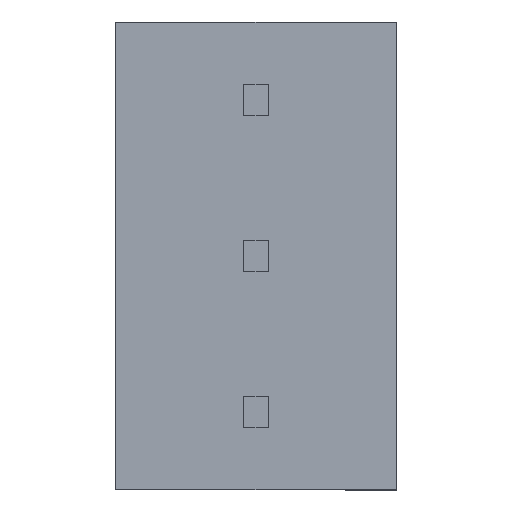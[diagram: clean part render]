
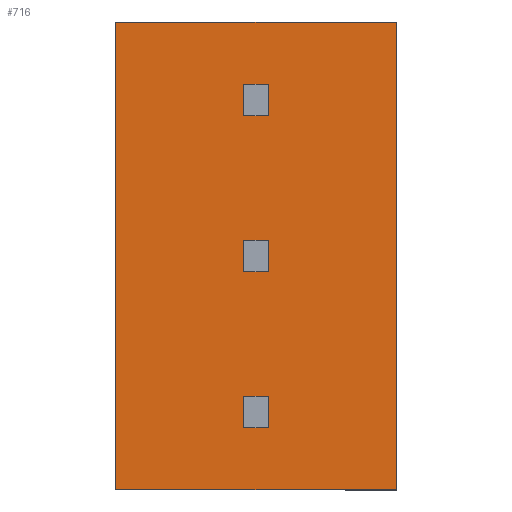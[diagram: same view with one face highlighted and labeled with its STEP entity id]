
A CAD part, front view. The second image highlights one B-rep face of the part: STEP entity #716.
In plain terms, the highlighted planar face has unit normal (0, -1, 0).
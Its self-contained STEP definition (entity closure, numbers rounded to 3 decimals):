
#4 = EDGE_CURVE ( 'NONE', #2621, #2367, #472, .T. ) ;
#114 = FACE_OUTER_BOUND ( 'NONE', #1067, .T. ) ;
#133 = VERTEX_POINT ( 'NONE', #2376 ) ;
#143 = EDGE_CURVE ( 'NONE', #1011, #608, #3074, .T. ) ;
#162 = ORIENTED_EDGE ( 'NONE', *, *, #1301, .F. ) ;
#166 = VECTOR ( 'NONE', #1892, 1000. ) ;
#171 = DIRECTION ( 'NONE',  ( -1., 0., 0. ) ) ;
#174 = CARTESIAN_POINT ( 'NONE',  ( 4.9, 0., 0. ) ) ;
#176 = VECTOR ( 'NONE', #619, 1000. ) ;
#187 = CARTESIAN_POINT ( 'NONE',  ( 4.9, 0., 0. ) ) ;
#195 = EDGE_LOOP ( 'NONE', ( #162, #778, #986, #2084 ) ) ;
#248 = DIRECTION ( 'NONE',  ( 0., 0., 1. ) ) ;
#258 = EDGE_CURVE ( 'NONE', #453, #2621, #2707, .T. ) ;
#261 = DIRECTION ( 'NONE',  ( -1., 0., 0. ) ) ;
#299 = EDGE_CURVE ( 'NONE', #3083, #133, #1998, .T. ) ;
#358 = VERTEX_POINT ( 'NONE', #2743 ) ;
#377 = DIRECTION ( 'NONE',  ( 0., 0., -1. ) ) ;
#388 = CARTESIAN_POINT ( 'NONE',  ( 4.1, 0., -12. ) ) ;
#410 = CARTESIAN_POINT ( 'NONE',  ( 9., 0., 0. ) ) ;
#442 = CARTESIAN_POINT ( 'NONE',  ( 0., 0., -15. ) ) ;
#453 = VERTEX_POINT ( 'NONE', #1091 ) ;
#463 = LINE ( 'NONE', #2455, #1035 ) ;
#466 = ORIENTED_EDGE ( 'NONE', *, *, #1908, .T. ) ;
#469 = EDGE_CURVE ( 'NONE', #1011, #853, #2110, .T. ) ;
#472 = LINE ( 'NONE', #628, #2966 ) ;
#494 = VERTEX_POINT ( 'NONE', #1367 ) ;
#495 = LINE ( 'NONE', #2187, #2521 ) ;
#597 = CARTESIAN_POINT ( 'NONE',  ( 4.1, 0., -12. ) ) ;
#608 = VERTEX_POINT ( 'NONE', #2710 ) ;
#619 = DIRECTION ( 'NONE',  ( -1., 0., 0. ) ) ;
#628 = CARTESIAN_POINT ( 'NONE',  ( 4.9, 0., -8. ) ) ;
#633 = ORIENTED_EDGE ( 'NONE', *, *, #1838, .F. ) ;
#716 = ADVANCED_FACE ( 'NONE', ( #114, #763, #1329, #1477 ), #810, .T. ) ;
#763 = FACE_BOUND ( 'NONE', #195, .T. ) ;
#775 = VERTEX_POINT ( 'NONE', #1111 ) ;
#778 = ORIENTED_EDGE ( 'NONE', *, *, #2317, .T. ) ;
#809 = LINE ( 'NONE', #2364, #166 ) ;
#810 = PLANE ( 'NONE',  #2169 ) ;
#824 = CARTESIAN_POINT ( 'NONE',  ( 4.1, 0., -7.5 ) ) ;
#838 = ORIENTED_EDGE ( 'NONE', *, *, #921, .T. ) ;
#845 = EDGE_LOOP ( 'NONE', ( #2542, #2768, #2918, #2961 ) ) ;
#853 = VERTEX_POINT ( 'NONE', #388 ) ;
#863 = EDGE_CURVE ( 'NONE', #358, #453, #1510, .T. ) ;
#913 = DIRECTION ( 'NONE',  ( 0., 0., -1. ) ) ;
#920 = ORIENTED_EDGE ( 'NONE', *, *, #143, .T. ) ;
#921 = EDGE_CURVE ( 'NONE', #494, #1265, #2714, .T. ) ;
#944 = CARTESIAN_POINT ( 'NONE',  ( 0., 0., -15. ) ) ;
#986 = ORIENTED_EDGE ( 'NONE', *, *, #299, .F. ) ;
#1011 = VERTEX_POINT ( 'NONE', #2822 ) ;
#1035 = VECTOR ( 'NONE', #2204, 1000. ) ;
#1067 = EDGE_LOOP ( 'NONE', ( #1220, #1271, #466, #838 ) ) ;
#1091 = CARTESIAN_POINT ( 'NONE',  ( 4.1, 0., -7. ) ) ;
#1111 = CARTESIAN_POINT ( 'NONE',  ( 0., 0., 0. ) ) ;
#1169 = VECTOR ( 'NONE', #913, 1000. ) ;
#1206 = CARTESIAN_POINT ( 'NONE',  ( 4.9, 0., 0. ) ) ;
#1220 = ORIENTED_EDGE ( 'NONE', *, *, #1402, .F. ) ;
#1265 = VERTEX_POINT ( 'NONE', #1466 ) ;
#1271 = ORIENTED_EDGE ( 'NONE', *, *, #2054, .F. ) ;
#1301 = EDGE_CURVE ( 'NONE', #2902, #2593, #2415, .T. ) ;
#1306 = LINE ( 'NONE', #944, #2523 ) ;
#1320 = CARTESIAN_POINT ( 'NONE',  ( 4.1, 0., -2. ) ) ;
#1329 = FACE_BOUND ( 'NONE', #845, .T. ) ;
#1334 = DIRECTION ( 'NONE',  ( 1., 0., 0. ) ) ;
#1350 = VECTOR ( 'NONE', #2037, 1000. ) ;
#1367 = CARTESIAN_POINT ( 'NONE',  ( 9., 0., -15. ) ) ;
#1402 = EDGE_CURVE ( 'NONE', #775, #1265, #2735, .T. ) ;
#1466 = CARTESIAN_POINT ( 'NONE',  ( 9., 0., 0. ) ) ;
#1472 = CARTESIAN_POINT ( 'NONE',  ( 4.666, 0., 0. ) ) ;
#1477 = FACE_BOUND ( 'NONE', #2055, .T. ) ;
#1488 = VECTOR ( 'NONE', #1887, 1000. ) ;
#1510 = LINE ( 'NONE', #1621, #2079 ) ;
#1621 = CARTESIAN_POINT ( 'NONE',  ( 4.1, 0., -7. ) ) ;
#1631 = CARTESIAN_POINT ( 'NONE',  ( 4.1, 0., -2.5 ) ) ;
#1682 = CARTESIAN_POINT ( 'NONE',  ( 4.9, 0., -2. ) ) ;
#1703 = CARTESIAN_POINT ( 'NONE',  ( 4.1, 0., -2. ) ) ;
#1732 = EDGE_CURVE ( 'NONE', #3028, #608, #463, .T. ) ;
#1763 = VECTOR ( 'NONE', #261, 1000. ) ;
#1815 = DIRECTION ( 'NONE',  ( 0., 0., -1. ) ) ;
#1819 = CARTESIAN_POINT ( 'NONE',  ( 4.9, 0., -3. ) ) ;
#1838 = EDGE_CURVE ( 'NONE', #853, #3028, #809, .T. ) ;
#1884 = VECTOR ( 'NONE', #377, 1000. ) ;
#1887 = DIRECTION ( 'NONE',  ( 0., 0., -1. ) ) ;
#1892 = DIRECTION ( 'NONE',  ( 0., 0., -1. ) ) ;
#1900 = DIRECTION ( 'NONE',  ( 0., 0., 1. ) ) ;
#1902 = EDGE_CURVE ( 'NONE', #358, #2367, #1954, .T. ) ;
#1908 = EDGE_CURVE ( 'NONE', #3000, #494, #1306, .T. ) ;
#1941 = VECTOR ( 'NONE', #1900, 1000. ) ;
#1942 = CARTESIAN_POINT ( 'NONE',  ( 4.1, 0., -3. ) ) ;
#1946 = CARTESIAN_POINT ( 'NONE',  ( 4.9, 0., -8. ) ) ;
#1954 = LINE ( 'NONE', #174, #1884 ) ;
#1998 = LINE ( 'NONE', #1819, #2492 ) ;
#2037 = DIRECTION ( 'NONE',  ( 0., 0., -1. ) ) ;
#2054 = EDGE_CURVE ( 'NONE', #3000, #775, #495, .T. ) ;
#2055 = EDGE_LOOP ( 'NONE', ( #2982, #920, #2756, #633 ) ) ;
#2075 = DIRECTION ( 'NONE',  ( 1., 0., 0. ) ) ;
#2079 = VECTOR ( 'NONE', #171, 1000. ) ;
#2084 = ORIENTED_EDGE ( 'NONE', *, *, #2750, .F. ) ;
#2106 = VECTOR ( 'NONE', #2457, 1000. ) ;
#2110 = LINE ( 'NONE', #597, #176 ) ;
#2111 = DIRECTION ( 'NONE',  ( 0., -1., 0. ) ) ;
#2135 = LINE ( 'NONE', #1631, #1488 ) ;
#2169 = AXIS2_PLACEMENT_3D ( 'NONE', #2398, #2111, #1815 ) ;
#2187 = CARTESIAN_POINT ( 'NONE',  ( 0., 0., 0. ) ) ;
#2204 = DIRECTION ( 'NONE',  ( 1., 0., 0. ) ) ;
#2317 = EDGE_CURVE ( 'NONE', #2902, #133, #2879, .T. ) ;
#2364 = CARTESIAN_POINT ( 'NONE',  ( 4.1, 0., -12.5 ) ) ;
#2367 = VERTEX_POINT ( 'NONE', #1946 ) ;
#2376 = CARTESIAN_POINT ( 'NONE',  ( 4.9, 0., -3. ) ) ;
#2398 = CARTESIAN_POINT ( 'NONE',  ( 0., 0., 0. ) ) ;
#2409 = CARTESIAN_POINT ( 'NONE',  ( 4.1, 0., -13. ) ) ;
#2415 = LINE ( 'NONE', #1703, #1763 ) ;
#2455 = CARTESIAN_POINT ( 'NONE',  ( 4.9, 0., -13. ) ) ;
#2457 = DIRECTION ( 'NONE',  ( 1., 0., 0. ) ) ;
#2492 = VECTOR ( 'NONE', #1334, 1000. ) ;
#2521 = VECTOR ( 'NONE', #248, 1000. ) ;
#2523 = VECTOR ( 'NONE', #2804, 1000. ) ;
#2542 = ORIENTED_EDGE ( 'NONE', *, *, #863, .F. ) ;
#2593 = VERTEX_POINT ( 'NONE', #1320 ) ;
#2621 = VERTEX_POINT ( 'NONE', #2758 ) ;
#2651 = DIRECTION ( 'NONE',  ( 0., 0., -1. ) ) ;
#2707 = LINE ( 'NONE', #824, #1350 ) ;
#2710 = CARTESIAN_POINT ( 'NONE',  ( 4.9, 0., -13. ) ) ;
#2714 = LINE ( 'NONE', #410, #1941 ) ;
#2735 = LINE ( 'NONE', #1472, #2106 ) ;
#2743 = CARTESIAN_POINT ( 'NONE',  ( 4.9, 0., -7. ) ) ;
#2750 = EDGE_CURVE ( 'NONE', #2593, #3083, #2135, .T. ) ;
#2756 = ORIENTED_EDGE ( 'NONE', *, *, #1732, .F. ) ;
#2758 = CARTESIAN_POINT ( 'NONE',  ( 4.1, 0., -8. ) ) ;
#2768 = ORIENTED_EDGE ( 'NONE', *, *, #1902, .T. ) ;
#2804 = DIRECTION ( 'NONE',  ( 1., 0., 0. ) ) ;
#2822 = CARTESIAN_POINT ( 'NONE',  ( 4.9, 0., -12. ) ) ;
#2879 = LINE ( 'NONE', #1206, #2954 ) ;
#2902 = VERTEX_POINT ( 'NONE', #1682 ) ;
#2918 = ORIENTED_EDGE ( 'NONE', *, *, #4, .F. ) ;
#2954 = VECTOR ( 'NONE', #2651, 1000. ) ;
#2961 = ORIENTED_EDGE ( 'NONE', *, *, #258, .F. ) ;
#2966 = VECTOR ( 'NONE', #2075, 1000. ) ;
#2982 = ORIENTED_EDGE ( 'NONE', *, *, #469, .F. ) ;
#3000 = VERTEX_POINT ( 'NONE', #442 ) ;
#3028 = VERTEX_POINT ( 'NONE', #2409 ) ;
#3074 = LINE ( 'NONE', #187, #1169 ) ;
#3083 = VERTEX_POINT ( 'NONE', #1942 ) ;
